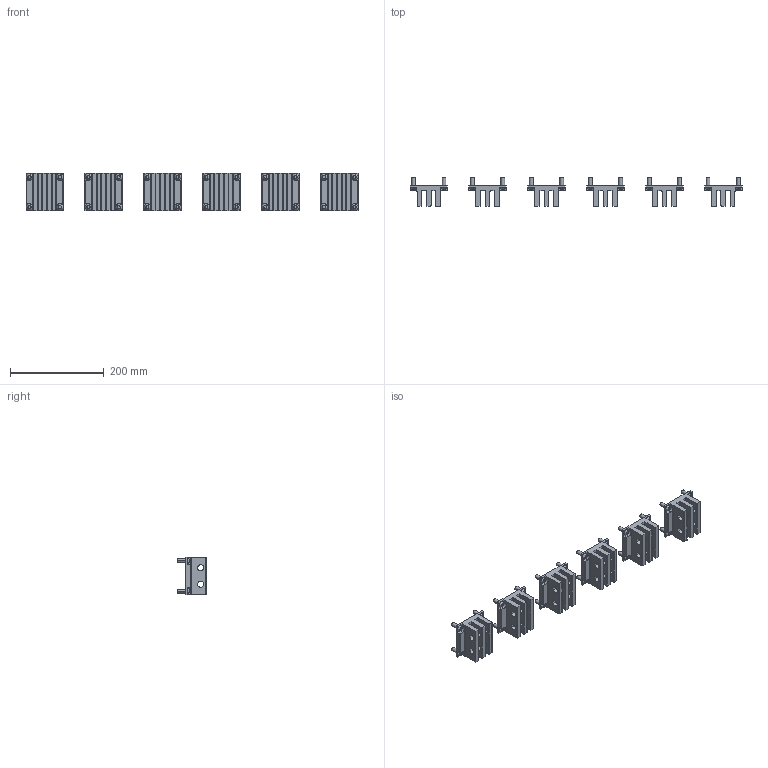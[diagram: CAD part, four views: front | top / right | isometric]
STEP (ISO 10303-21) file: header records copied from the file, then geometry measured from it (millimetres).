
FILE_DESCRIPTION(('CATIA V5 STEP Exchange'),'2;1');
FILE_NAME('1SDH001252R0248_1PA_001_00_E6.2_III_W_TERMINALS_VR_UPPER_6300A.stp','2014-03-07T08:17:09+00:00',('none'),('none'),'CATIA Version 5 Release 20 SP 1 (IN-10)','CATIA V5 STEP AP214','none');
FILE_SCHEMA(('AUTOMOTIVE_DESIGN { 1 0 10303 214 1 1 1 1 }'));
Length unit declared in the file: millimetre
Products named in the file (1): 1SDH001252R0248_1PA_001_00_E6.2_III_W_TERMINALS_VR_UPPER_6300A
Bounding box: 710 x 61 x 80 mm (x, y, z)
Volume: 878641.6 mm3; surface area: 230922.8 mm2
Topology: 30 solids, 30 shells, 852 faces, 2136 edges, 1392 vertices
Faces by surface type: plane 420, cylinder 336, revolution 48, torus 48
Entity records: 24556 total; most frequent: CARTESIAN_POINT 4741, ORIENTED_EDGE 4272, DIRECTION 3300, EDGE_CURVE 2136, AXIS2_PLACEMENT_3D 1417, VERTEX_POINT 1392, VECTOR 1236, LINE 1236
